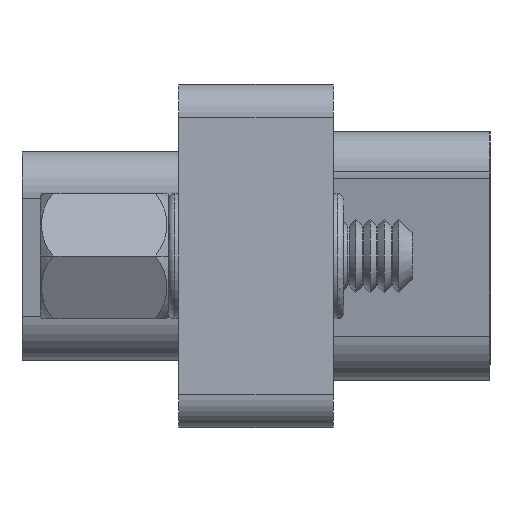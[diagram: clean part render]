
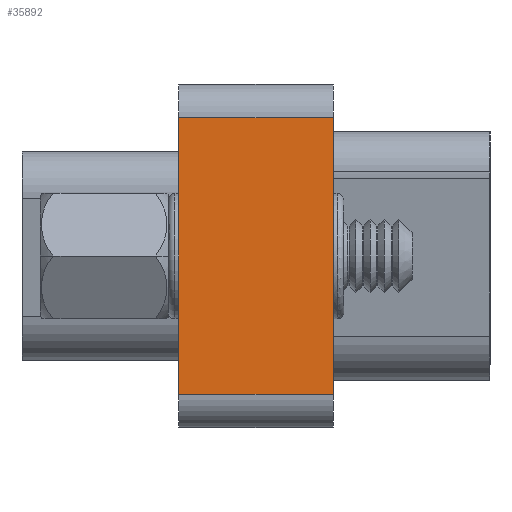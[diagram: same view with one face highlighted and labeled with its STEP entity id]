
A CAD part, left-side view. The second image highlights one B-rep face of the part: STEP entity #35892.
In plain terms, the highlighted planar face has unit normal (-1, 0, 0).
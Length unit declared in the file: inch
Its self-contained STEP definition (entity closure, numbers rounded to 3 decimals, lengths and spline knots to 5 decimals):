
#3980 = DIRECTION ( 'NONE',  ( 0., 0., 1. ) ) ;
#6258 = DIRECTION ( 'NONE',  ( 0., 1., 0. ) ) ;
#7596 = EDGE_LOOP ( 'NONE', ( #43890, #46193, #38678, #37570 ) ) ;
#7663 = CARTESIAN_POINT ( 'NONE',  ( -1.05, 0.115, 0.205 ) ) ;
#7727 = VECTOR ( 'NONE', #6258, 39.37008 ) ;
#9667 = CARTESIAN_POINT ( 'NONE',  ( -1.05, 0.115, 0.255 ) ) ;
#11565 = VERTEX_POINT ( 'NONE', #28160 ) ;
#11711 = LINE ( 'NONE', #43776, #16766 ) ;
#11920 = CARTESIAN_POINT ( 'NONE',  ( -1.05, 0.115, -0.205 ) ) ;
#14581 = EDGE_CURVE ( 'NONE', #19072, #44016, #20575, .T. ) ;
#16134 = DIRECTION ( 'NONE',  ( 0., -1., 0. ) ) ;
#16766 = VECTOR ( 'NONE', #3980, 39.37008 ) ;
#16864 = EDGE_CURVE ( 'NONE', #11565, #44016, #30811, .T. ) ;
#17759 = CARTESIAN_POINT ( 'NONE',  ( -1.05, 0.115, 0.205 ) ) ;
#19072 = VERTEX_POINT ( 'NONE', #24240 ) ;
#20575 = LINE ( 'NONE', #9667, #23088 ) ;
#20990 = EDGE_CURVE ( 'NONE', #19072, #34824, #46531, .T. ) ;
#23088 = VECTOR ( 'NONE', #47035, 39.37008 ) ;
#24240 = CARTESIAN_POINT ( 'NONE',  ( -1.05, 0.115, -0.205 ) ) ;
#25974 = FACE_OUTER_BOUND ( 'NONE', #7596, .T. ) ;
#28160 = CARTESIAN_POINT ( 'NONE',  ( -1.05, -0.115, 0.205 ) ) ;
#30811 = LINE ( 'NONE', #17759, #7727 ) ;
#30886 = VECTOR ( 'NONE', #16134, 39.37008 ) ;
#31206 = PLANE ( 'NONE',  #35611 ) ;
#34824 = VERTEX_POINT ( 'NONE', #34990 ) ;
#34990 = CARTESIAN_POINT ( 'NONE',  ( -1.05, -0.115, -0.205 ) ) ;
#35251 = DIRECTION ( 'NONE',  ( 0., 0., -1. ) ) ;
#35611 = AXIS2_PLACEMENT_3D ( 'NONE', #51631, #51282, #35251 ) ;
#35892 = ADVANCED_FACE ( 'NONE', ( #25974 ), #31206, .F. ) ;
#37570 = ORIENTED_EDGE ( 'NONE', *, *, #20990, .T. ) ;
#38678 = ORIENTED_EDGE ( 'NONE', *, *, #14581, .F. ) ;
#39590 = EDGE_CURVE ( 'NONE', #34824, #11565, #11711, .T. ) ;
#43776 = CARTESIAN_POINT ( 'NONE',  ( -1.05, -0.115, 0.255 ) ) ;
#43890 = ORIENTED_EDGE ( 'NONE', *, *, #39590, .T. ) ;
#44016 = VERTEX_POINT ( 'NONE', #7663 ) ;
#46193 = ORIENTED_EDGE ( 'NONE', *, *, #16864, .T. ) ;
#46531 = LINE ( 'NONE', #11920, #30886 ) ;
#47035 = DIRECTION ( 'NONE',  ( 0., 0., 1. ) ) ;
#51282 = DIRECTION ( 'NONE',  ( 1., 0., 0. ) ) ;
#51631 = CARTESIAN_POINT ( 'NONE',  ( -1.05, 0.115, 0.255 ) ) ;
